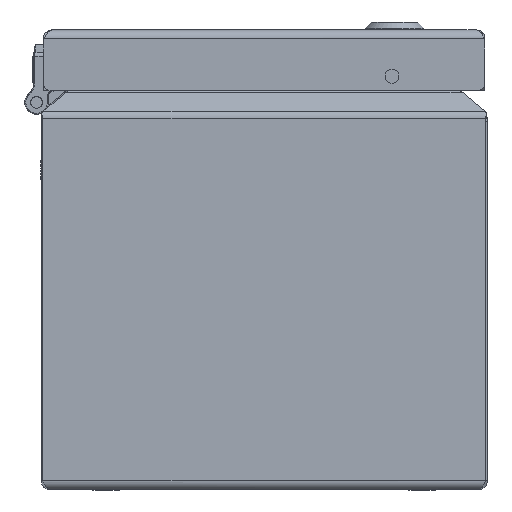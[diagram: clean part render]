
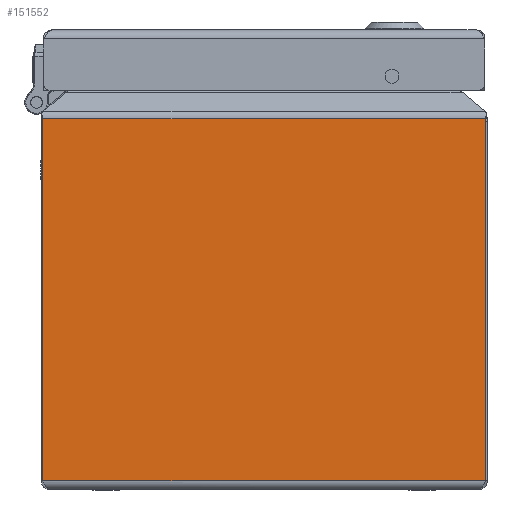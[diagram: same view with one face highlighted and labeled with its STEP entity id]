
A CAD part, front view. The second image highlights one B-rep face of the part: STEP entity #151552.
In plain terms, the highlighted planar face has unit normal (0, -1, 0).
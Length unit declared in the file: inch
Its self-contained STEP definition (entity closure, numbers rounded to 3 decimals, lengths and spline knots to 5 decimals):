
#402 = CARTESIAN_POINT ( 'NONE',  ( -2.979, -4., 0.12 ) ) ;
#6561 = VERTEX_POINT ( 'NONE', #153124 ) ;
#9057 = ORIENTED_EDGE ( 'NONE', *, *, #126205, .T. ) ;
#15201 = EDGE_CURVE ( 'NONE', #6561, #71507, #63973, .T. ) ;
#23933 = VECTOR ( 'NONE', #82882, 39.37008 ) ;
#30929 = VERTEX_POINT ( 'NONE', #402 ) ;
#35107 = FACE_OUTER_BOUND ( 'NONE', #107579, .T. ) ;
#51905 = DIRECTION ( 'NONE',  ( 0., 0., 1. ) ) ;
#54064 = ORIENTED_EDGE ( 'NONE', *, *, #78521, .T. ) ;
#57703 = CARTESIAN_POINT ( 'NONE',  ( -2.97899, -4., 4.99304 ) ) ;
#63973 = LINE ( 'NONE', #177014, #89474 ) ;
#64799 = DIRECTION ( 'NONE',  ( 0., 0., -1. ) ) ;
#71507 = VERTEX_POINT ( 'NONE', #134592 ) ;
#78521 = EDGE_CURVE ( 'NONE', #71507, #144274, #86319, .T. ) ;
#82882 = DIRECTION ( 'NONE',  ( 0., 0., -1. ) ) ;
#83607 = EDGE_CURVE ( 'NONE', #6561, #30929, #178105, .T. ) ;
#86319 = LINE ( 'NONE', #127151, #103113 ) ;
#89474 = VECTOR ( 'NONE', #51905, 39.37008 ) ;
#95429 = PLANE ( 'NONE',  #128189 ) ;
#103113 = VECTOR ( 'NONE', #169695, 39.37008 ) ;
#107579 = EDGE_LOOP ( 'NONE', ( #152680, #120369, #54064, #9057 ) ) ;
#120369 = ORIENTED_EDGE ( 'NONE', *, *, #15201, .T. ) ;
#123647 = LINE ( 'NONE', #180116, #23933 ) ;
#126205 = EDGE_CURVE ( 'NONE', #144274, #30929, #123647, .T. ) ;
#127151 = CARTESIAN_POINT ( 'NONE',  ( 2.979, -4., 4.99309 ) ) ;
#128189 = AXIS2_PLACEMENT_3D ( 'NONE', #176894, #151864, #64799 ) ;
#134592 = CARTESIAN_POINT ( 'NONE',  ( 2.97899, -4., 4.99309 ) ) ;
#143465 = VECTOR ( 'NONE', #177189, 39.37008 ) ;
#144274 = VERTEX_POINT ( 'NONE', #57703 ) ;
#151552 = ADVANCED_FACE ( 'NONE', ( #35107 ), #95429, .T. ) ;
#151864 = DIRECTION ( 'NONE',  ( 0., -1., 0. ) ) ;
#152680 = ORIENTED_EDGE ( 'NONE', *, *, #83607, .F. ) ;
#153124 = CARTESIAN_POINT ( 'NONE',  ( 2.979, -4., 0.12 ) ) ;
#162381 = CARTESIAN_POINT ( 'NONE',  ( -3., -4., 0.12 ) ) ;
#169695 = DIRECTION ( 'NONE',  ( -1., 0., 0. ) ) ;
#176894 = CARTESIAN_POINT ( 'NONE',  ( -3., -4., 0. ) ) ;
#177014 = CARTESIAN_POINT ( 'NONE',  ( 2.979, -4., 0. ) ) ;
#177189 = DIRECTION ( 'NONE',  ( -1., 0., 0. ) ) ;
#178105 = LINE ( 'NONE', #162381, #143465 ) ;
#180116 = CARTESIAN_POINT ( 'NONE',  ( -2.979, -4., 2.55652 ) ) ;
